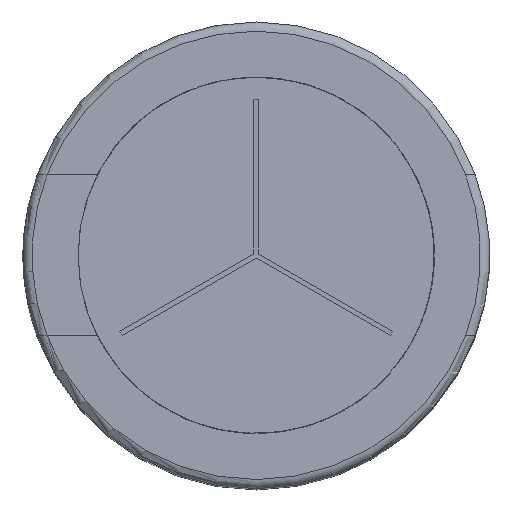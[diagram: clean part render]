
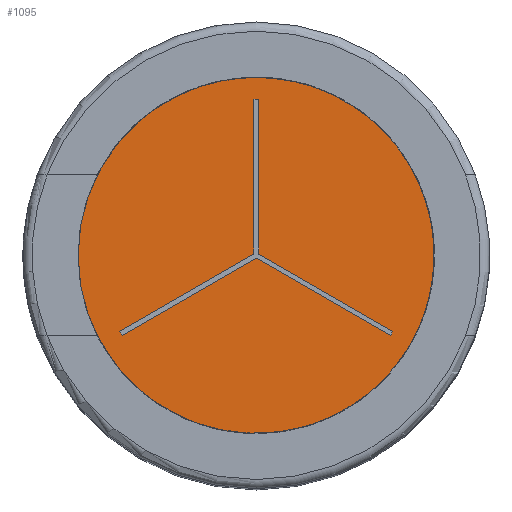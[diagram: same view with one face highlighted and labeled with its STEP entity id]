
A CAD part, top view. The second image highlights one B-rep face of the part: STEP entity #1095.
In plain terms, the highlighted planar face has unit normal (0, 0, 1).
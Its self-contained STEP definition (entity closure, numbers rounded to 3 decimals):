
#30=PLANE('',#1233);
#36=FACE_BOUND('',#256,.T.);
#187=FACE_OUTER_BOUND('',#255,.T.);
#255=EDGE_LOOP('',(#950));
#256=EDGE_LOOP('',(#951,#952,#953,#954,#955,#956,#957,#958,#959));
#272=LINE('',#2189,#311);
#276=LINE('',#2197,#315);
#279=LINE('',#2203,#318);
#282=LINE('',#2209,#321);
#285=LINE('',#2215,#324);
#288=LINE('',#2221,#327);
#291=LINE('',#2227,#330);
#294=LINE('',#2233,#333);
#297=LINE('',#2238,#336);
#311=VECTOR('',#1473,10.);
#315=VECTOR('',#1479,10.);
#318=VECTOR('',#1484,10.);
#321=VECTOR('',#1489,10.);
#324=VECTOR('',#1494,10.);
#327=VECTOR('',#1499,10.);
#330=VECTOR('',#1504,10.);
#333=VECTOR('',#1509,10.);
#336=VECTOR('',#1514,10.);
#344=CIRCLE('',#1119,9.7);
#405=VERTEX_POINT('',#1541);
#480=VERTEX_POINT('',#2187);
#481=VERTEX_POINT('',#2188);
#484=VERTEX_POINT('',#2196);
#486=VERTEX_POINT('',#2202);
#488=VERTEX_POINT('',#2208);
#490=VERTEX_POINT('',#2214);
#492=VERTEX_POINT('',#2220);
#494=VERTEX_POINT('',#2226);
#496=VERTEX_POINT('',#2232);
#506=EDGE_CURVE('',#405,#405,#344,.T.);
#626=EDGE_CURVE('',#480,#481,#272,.T.);
#630=EDGE_CURVE('',#484,#480,#276,.T.);
#633=EDGE_CURVE('',#486,#484,#279,.T.);
#636=EDGE_CURVE('',#488,#486,#282,.T.);
#639=EDGE_CURVE('',#490,#488,#285,.T.);
#642=EDGE_CURVE('',#492,#490,#288,.T.);
#645=EDGE_CURVE('',#494,#492,#291,.T.);
#648=EDGE_CURVE('',#496,#494,#294,.T.);
#651=EDGE_CURVE('',#481,#496,#297,.T.);
#950=ORIENTED_EDGE('',*,*,#506,.T.);
#951=ORIENTED_EDGE('',*,*,#626,.T.);
#952=ORIENTED_EDGE('',*,*,#651,.T.);
#953=ORIENTED_EDGE('',*,*,#648,.T.);
#954=ORIENTED_EDGE('',*,*,#645,.T.);
#955=ORIENTED_EDGE('',*,*,#642,.T.);
#956=ORIENTED_EDGE('',*,*,#639,.T.);
#957=ORIENTED_EDGE('',*,*,#636,.T.);
#958=ORIENTED_EDGE('',*,*,#633,.T.);
#959=ORIENTED_EDGE('',*,*,#630,.T.);
#1095=ADVANCED_FACE('',(#187,#36),#30,.T.);
#1119=AXIS2_PLACEMENT_3D('',#1543,#1255,#1256);
#1233=AXIS2_PLACEMENT_3D('',#2242,#1520,#1521);
#1255=DIRECTION('center_axis',(0.,0.,1.));
#1256=DIRECTION('ref_axis',(1.,0.,0.));
#1473=DIRECTION('',(0.,-1.,0.));
#1479=DIRECTION('',(1.,0.,0.));
#1484=DIRECTION('',(0.,1.,0.));
#1489=DIRECTION('',(0.866,0.5,0.));
#1494=DIRECTION('',(-0.5,0.866,0.));
#1499=DIRECTION('',(-0.866,-0.5,0.));
#1504=DIRECTION('',(-0.866,0.5,0.));
#1509=DIRECTION('',(-0.5,-0.866,0.));
#1514=DIRECTION('',(0.866,-0.5,0.));
#1520=DIRECTION('center_axis',(0.,0.,1.));
#1521=DIRECTION('ref_axis',(1.,0.,0.));
#1541=CARTESIAN_POINT('',(-9.7,0.,40.44));
#1543=CARTESIAN_POINT('Origin',(0.,0.,40.44));
#2187=CARTESIAN_POINT('',(0.125,8.5,40.44));
#2188=CARTESIAN_POINT('',(0.125,0.072,40.44));
#2189=CARTESIAN_POINT('',(0.125,4.25,40.44));
#2196=CARTESIAN_POINT('',(-0.125,8.5,40.44));
#2197=CARTESIAN_POINT('',(-0.063,8.5,40.44));
#2202=CARTESIAN_POINT('',(-0.125,0.072,40.44));
#2203=CARTESIAN_POINT('',(-0.125,0.036,40.44));
#2208=CARTESIAN_POINT('',(-7.424,-4.142,40.44));
#2209=CARTESIAN_POINT('',(-3.743,-2.017,40.44));
#2214=CARTESIAN_POINT('',(-7.299,-4.358,40.44));
#2215=CARTESIAN_POINT('',(-7.33,-4.304,40.44));
#2220=CARTESIAN_POINT('',(0.,-0.144,40.44));
#2221=CARTESIAN_POINT('',(0.031,-0.126,40.44));
#2226=CARTESIAN_POINT('',(7.299,-4.358,40.44));
#2227=CARTESIAN_POINT('',(3.618,-2.233,40.44));
#2232=CARTESIAN_POINT('',(7.424,-4.142,40.44));
#2233=CARTESIAN_POINT('',(7.392,-4.196,40.44));
#2238=CARTESIAN_POINT('',(0.094,0.09,40.44));
#2242=CARTESIAN_POINT('Origin',(0.,0.,40.44));
